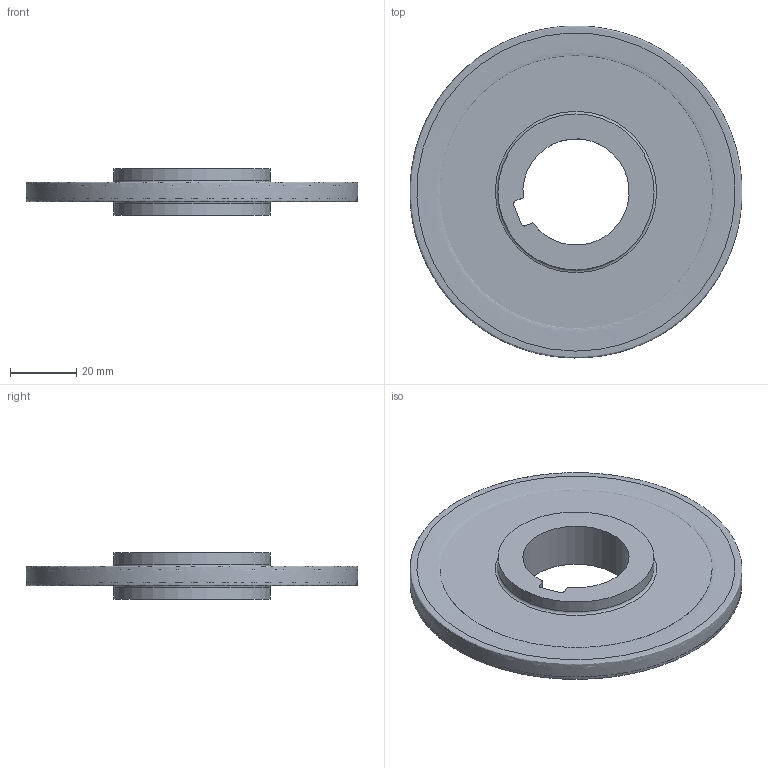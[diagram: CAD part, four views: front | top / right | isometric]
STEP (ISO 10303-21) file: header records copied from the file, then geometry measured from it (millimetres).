
FILE_DESCRIPTION(/* description */ (''),/* implementation_level */ '2;1');
FILE_NAME(/* name */ '1699335094309.stp',/* time_stamp */ '2023-11-07T11:01:48+06:00',/* author */ (''),/* organization */ ('SMS'),/* preprocessor_version */ 'ST-DEVELOPER v16.7',/* originating_system */ 'SIEMENS PLM Software NX 12.0',/* authorisation */ '');
FILE_SCHEMA (('AUTOMOTIVE_DESIGN { 1 0 10303 214 3 1 1 1 }'));
Length unit declared in the file: millimetre
Products named in the file (4): 204998999mod000_00; ASSEMBLY_CONSTRUCTION; 204998992mod000_00; 204998993mod000_00
Assembly tree (4 placements, depth 2):
  204998993mod000_00
    204998992mod000_00
    ASSEMBLY_CONSTRUCTION
    204998999mod000_00  x2
Bounding box: 100 x 100 x 14 mm (x, y, z)
Volume: 68544.5 mm3; surface area: 33076.2 mm2
Topology: 3 solids, 3 shells, 90 faces, 255 edges, 186 vertices
Faces by surface type: plane 55, revolution 16, cylinder 13, bspline 4, torus 2
Full cylindrical faces by diameter (mm): 47 x2
Entity records: 19648 total; most frequent: CARTESIAN_POINT 17111, ORIENTED_EDGE 488, DIRECTION 454, EDGE_CURVE 244, VERTEX_POINT 166, AXIS2_PLACEMENT_3D 149, LINE 140, VECTOR 140
